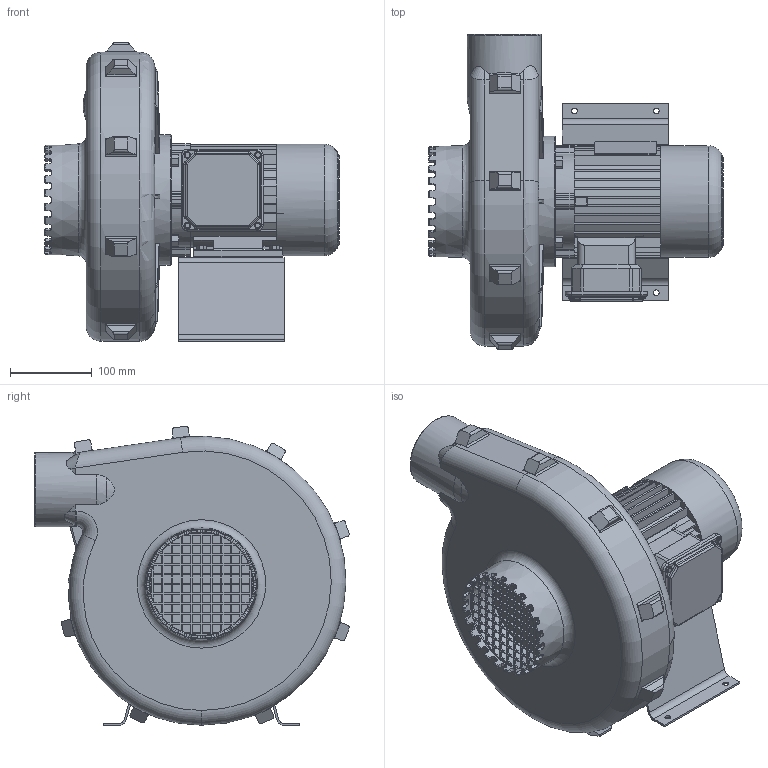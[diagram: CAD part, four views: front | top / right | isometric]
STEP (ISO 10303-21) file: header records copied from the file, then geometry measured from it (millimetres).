
FILE_DESCRIPTION( ( 'Unknown' ), '1' );
FILE_NAME( 'ASO.stp', 'Unknown', ( 'Unknown' ), ( 'Unknown' ), 'XStep 1.0', 'Unknown', ' ' );
FILE_SCHEMA( ( 'CONFIG_CONTROL_DESIGN' ) );
Length unit declared in the file: millimetre
Products named in the file (1): 1
Bounding box: 358.97 x 384.38 x 365.62 mm (x, y, z)
Volume: 4245004.2 mm3; surface area: 1033972.1 mm2
Topology: 1 solids, 2 shells, 1962 faces, 5843 edges, 3827 vertices
Faces by surface type: plane 1449, cylinder 339, torus 115, bspline 30, cone 17, sphere 8, revolution 4
Full cylindrical faces by diameter (mm): 7 x4, 8 x5, 80.598 x1, 90.598 x1, 132.083 x1, 136.083 x1, 159.416 x1
Entity records: 72256 total; most frequent: CARTESIAN_POINT 19548, ORIENTED_EDGE 11554, DIRECTION 10040, EDGE_CURVE 5777, LINE 4056, VECTOR 4056, VERTEX_POINT 3806, AXIS2_PLACEMENT_3D 2990
